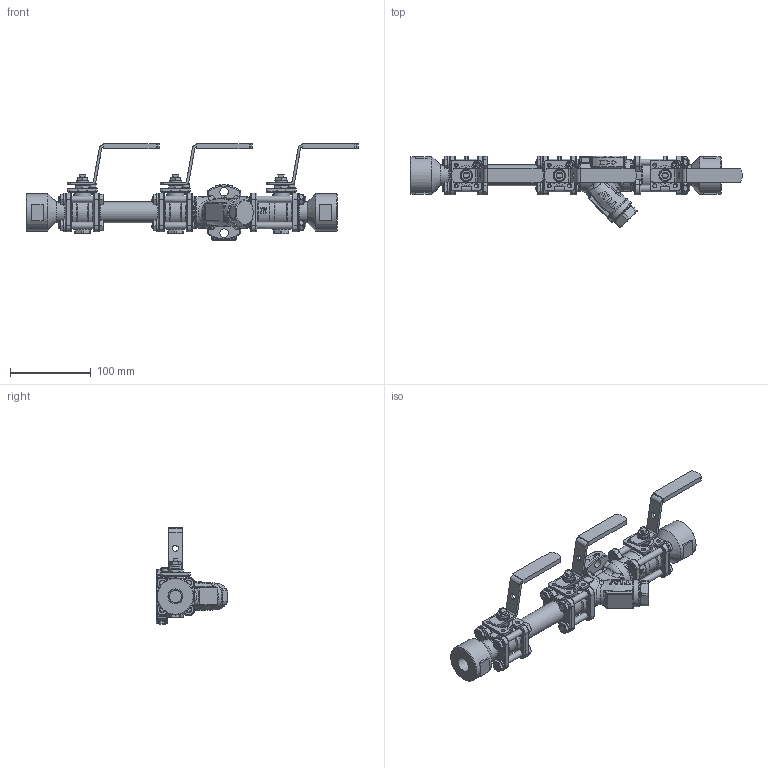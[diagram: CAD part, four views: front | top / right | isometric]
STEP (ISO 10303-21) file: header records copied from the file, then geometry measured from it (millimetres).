
FILE_DESCRIPTION(/* description */ (''),/* implementation_level */ '2;1');
FILE_NAME(/* name */ 'qs18d-015-screw-00.stp',/* time_stamp */ '2025-04-18T11:13:41+09:00',/* author */ ('asada'),/* organization */ (''),/* preprocessor_version */ 'ST-DEVELOPER v20',/* originating_system */ 'Autodesk Inventor 2022',/* authorisation */ '');
FILE_SCHEMA (('AUTOMOTIVE_DESIGN { 1 0 10303 214 3 1 1 }'));
Products named in the file (1): 15A-SCREW-QS18-D_SYM
Bounding box: 410.35 x 88.94 x 119.5 mm (x, y, z)
Volume: 576153.2 mm3; surface area: 144690.1 mm2
Topology: 1 solids, 10 shells, 2339 faces, 6005 edges, 3641 vertices
Faces by surface type: plane 891, cylinder 662, cone 300, bspline 272, torus 180, sphere 34
Full cylindrical faces by diameter (mm): 5 x15, 7 x1, 7.5 x3, 8 x32, 8.5 x3, 8.7 x19, 9 x3, 9.3 x3, 10.2 x3, 10.5 x2, 14.5 x3, 14.9 x3, 15 x3, 16 x4, 17.5 x5, 22 x3, 24 x1, 24.2 x1, 24.5 x3, 25 x1, 26 x3, 29 x1, 34 x1, 35.6 x1, 37 x8, 39 x1, 46 x2
Entity records: 85047 total; most frequent: CARTESIAN_POINT 30358, ORIENTED_EDGE 11846, DIRECTION 10848, EDGE_CURVE 5923, AXIS2_PLACEMENT_3D 4442, VERTEX_POINT 3641, EDGE_LOOP 2502, FACE_OUTER_BOUND 2339
